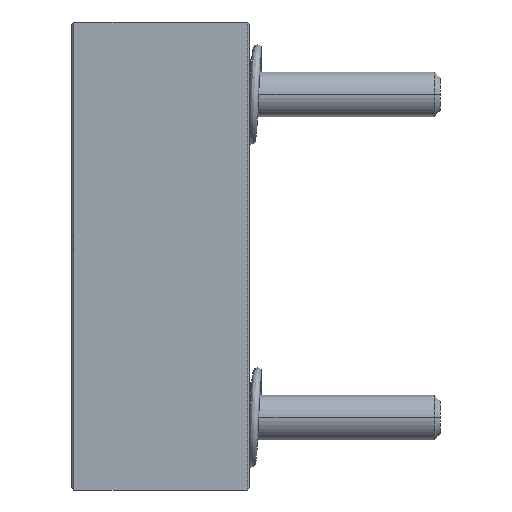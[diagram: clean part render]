
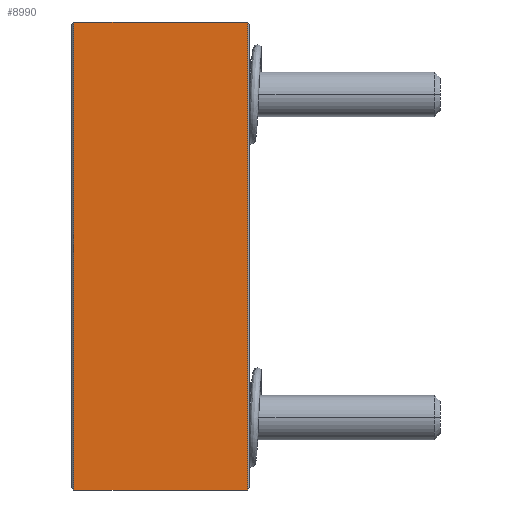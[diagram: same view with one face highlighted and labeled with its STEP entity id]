
A CAD part, left-side view. The second image highlights one B-rep face of the part: STEP entity #8990.
In plain terms, the highlighted planar face has unit normal (-1, 0, 0).
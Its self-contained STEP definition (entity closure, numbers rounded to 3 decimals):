
#290 = CARTESIAN_POINT ( 'NONE',  ( -11.5, 0.1, -21. ) ) ;
#2610 = FACE_OUTER_BOUND ( 'NONE', #39760, .T. ) ;
#2947 = CARTESIAN_POINT ( 'NONE',  ( -11.5, 8., -21. ) ) ;
#4996 = AXIS2_PLACEMENT_3D ( 'NONE', #41901, #34992, #39455 ) ;
#5142 = CARTESIAN_POINT ( 'NONE',  ( -11.5, 7.9, 0. ) ) ;
#6633 = CARTESIAN_POINT ( 'NONE',  ( -11.5, 0.1, 0. ) ) ;
#8990 = ADVANCED_FACE ( 'Defeature ausgef�hrt3_55', ( #2610 ), #10940, .F. ) ;
#10045 = DIRECTION ( 'NONE',  ( 0., 0., 1. ) ) ;
#10283 = VECTOR ( 'NONE', #38559, 1000. ) ;
#10523 = VERTEX_POINT ( 'NONE', #28088 ) ;
#10940 = PLANE ( 'NONE',  #4996 ) ;
#11926 = EDGE_CURVE ( 'Defeature ausgef�hrt3_55+Defeature ausgef�hrt3_158+Defeature ausgef�hrt3_54+Defeature ausgef�hrt3_56', #24279, #10523, #14668, .T. ) ;
#13902 = CARTESIAN_POINT ( 'NONE',  ( -11.5, 7.9, 0. ) ) ;
#14552 = DIRECTION ( 'NONE',  ( 0., -1., 0. ) ) ;
#14668 = LINE ( 'NONE', #6633, #26249 ) ;
#16571 = VECTOR ( 'NONE', #34426, 1000. ) ;
#18187 = ORIENTED_EDGE ( 'NONE', *, *, #27750, .T. ) ;
#18236 = LINE ( 'NONE', #2947, #16571 ) ;
#20353 = VECTOR ( 'NONE', #14552, 1000. ) ;
#21509 = VERTEX_POINT ( 'NONE', #37621 ) ;
#24279 = VERTEX_POINT ( 'NONE', #290 ) ;
#26249 = VECTOR ( 'NONE', #10045, 1000. ) ;
#27750 = EDGE_CURVE ( 'Defeature ausgef�hrt3_55+Defeature ausgef�hrt3_54+Defeature ausgef�hrt3_185+Defeature ausgef�hrt3_158', #21509, #24279, #18236, .T. ) ;
#28088 = CARTESIAN_POINT ( 'NONE',  ( -11.5, 0.1, 0. ) ) ;
#28921 = ORIENTED_EDGE ( 'NONE', *, *, #43613, .T. ) ;
#30324 = ORIENTED_EDGE ( 'NONE', *, *, #11926, .T. ) ;
#31390 = LINE ( 'NONE', #35341, #20353 ) ;
#31815 = LINE ( 'NONE', #13902, #10283 ) ;
#34426 = DIRECTION ( 'NONE',  ( 0., -1., 0. ) ) ;
#34992 = DIRECTION ( 'NONE',  ( 1., 0., 0. ) ) ;
#35145 = ORIENTED_EDGE ( 'NONE', *, *, #40659, .F. ) ;
#35341 = CARTESIAN_POINT ( 'NONE',  ( -11.5, 8., 0. ) ) ;
#35508 = VERTEX_POINT ( 'NONE', #5142 ) ;
#37621 = CARTESIAN_POINT ( 'NONE',  ( -11.5, 7.9, -21. ) ) ;
#38559 = DIRECTION ( 'NONE',  ( 0., 0., -1. ) ) ;
#39455 = DIRECTION ( 'NONE',  ( 0., 0., -1. ) ) ;
#39760 = EDGE_LOOP ( 'NONE', ( #18187, #30324, #35145, #28921 ) ) ;
#40659 = EDGE_CURVE ( 'Defeature ausgef�hrt3_56+Defeature ausgef�hrt3_55+Defeature ausgef�hrt3_187+Defeature ausgef�hrt3_156', #35508, #10523, #31390, .T. ) ;
#41901 = CARTESIAN_POINT ( 'NONE',  ( -11.5, 8., 0. ) ) ;
#43613 = EDGE_CURVE ( 'Defeature ausgef�hrt3_55+Defeature ausgef�hrt3_185+Defeature ausgef�hrt3_56+Defeature ausgef�hrt3_54', #35508, #21509, #31815, .T. ) ;
